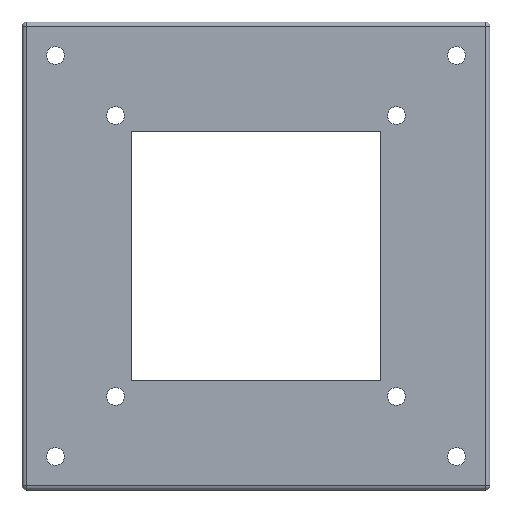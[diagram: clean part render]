
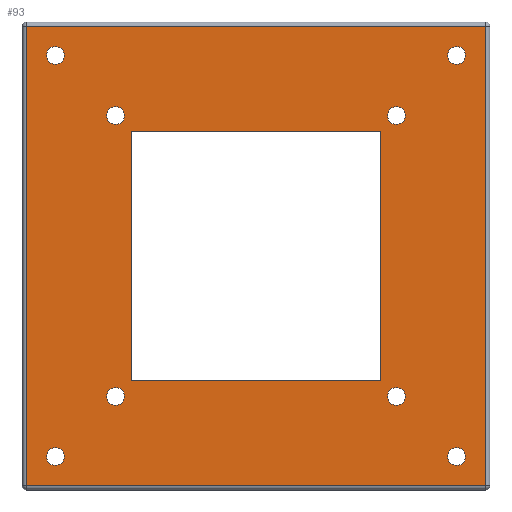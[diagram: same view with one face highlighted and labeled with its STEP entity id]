
A CAD part, top view. The second image highlights one B-rep face of the part: STEP entity #93.
In plain terms, the highlighted planar face has unit normal (0, 0, 1).
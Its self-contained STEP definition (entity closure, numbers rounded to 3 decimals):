
#93=ADVANCED_FACE('',(#511,#513,#515,#517,#519,#521,#523,#525,#527,#529),#531,.T.);
#511=FACE_BOUND('',#512,.T.);
#512=EDGE_LOOP('',(#1160,#1161,#1162,#1163));
#513=FACE_BOUND('',#514,.T.);
#514=EDGE_LOOP('',(#1164,#1165,#1166,#1167));
#515=FACE_BOUND('',#516,.T.);
#516=EDGE_LOOP('',(#1168));
#517=FACE_BOUND('',#518,.T.);
#518=EDGE_LOOP('',(#1169));
#519=FACE_BOUND('',#520,.T.);
#520=EDGE_LOOP('',(#1170));
#521=FACE_BOUND('',#522,.T.);
#522=EDGE_LOOP('',(#1171));
#523=FACE_BOUND('',#524,.T.);
#524=EDGE_LOOP('',(#1172));
#525=FACE_BOUND('',#526,.T.);
#526=EDGE_LOOP('',(#1173));
#527=FACE_BOUND('',#528,.T.);
#528=EDGE_LOOP('',(#1174));
#529=FACE_BOUND('',#530,.T.);
#530=EDGE_LOOP('',(#1175));
#531=PLANE('',#532);
#532=AXIS2_PLACEMENT_3D('',#533,#534,#535);
#533=CARTESIAN_POINT('',(0.,0.,3.));
#534=DIRECTION('',(0.,0.,1.));
#535=DIRECTION('',(-1.,0.,0.));
#1160=ORIENTED_EDGE('',*,*,#1552,.T.);
#1161=ORIENTED_EDGE('',*,*,#1553,.T.);
#1162=ORIENTED_EDGE('',*,*,#1554,.T.);
#1163=ORIENTED_EDGE('',*,*,#1555,.T.);
#1164=ORIENTED_EDGE('',*,*,#1513,.T.);
#1165=ORIENTED_EDGE('',*,*,#1519,.T.);
#1166=ORIENTED_EDGE('',*,*,#1517,.T.);
#1167=ORIENTED_EDGE('',*,*,#1515,.T.);
#1168=ORIENTED_EDGE('',*,*,#1511,.T.);
#1169=ORIENTED_EDGE('',*,*,#1510,.T.);
#1170=ORIENTED_EDGE('',*,*,#1509,.T.);
#1171=ORIENTED_EDGE('',*,*,#1508,.T.);
#1172=ORIENTED_EDGE('',*,*,#1507,.T.);
#1173=ORIENTED_EDGE('',*,*,#1506,.T.);
#1174=ORIENTED_EDGE('',*,*,#1505,.T.);
#1175=ORIENTED_EDGE('',*,*,#1504,.T.);
#1504=EDGE_CURVE('',#1812,#1812,#1813,.F.);
#1505=EDGE_CURVE('',#1814,#1814,#1815,.F.);
#1506=EDGE_CURVE('',#1816,#1816,#1817,.F.);
#1507=EDGE_CURVE('',#1818,#1818,#1819,.F.);
#1508=EDGE_CURVE('',#1820,#1820,#1821,.F.);
#1509=EDGE_CURVE('',#1822,#1822,#1823,.F.);
#1510=EDGE_CURVE('',#1824,#1824,#1825,.F.);
#1511=EDGE_CURVE('',#1826,#1826,#1827,.F.);
#1513=EDGE_CURVE('',#1830,#1828,#1831,.F.);
#1515=EDGE_CURVE('',#1833,#1830,#1834,.F.);
#1517=EDGE_CURVE('',#1836,#1833,#1837,.F.);
#1519=EDGE_CURVE('',#1828,#1836,#1839,.F.);
#1552=EDGE_CURVE('',#1896,#1897,#1898,.T.);
#1553=EDGE_CURVE('',#1897,#1899,#1900,.T.);
#1554=EDGE_CURVE('',#1899,#1901,#1902,.T.);
#1555=EDGE_CURVE('',#1901,#1896,#1903,.T.);
#1812=VERTEX_POINT('',#2408);
#1813=CIRCLE('',#2409,2.);
#1814=VERTEX_POINT('',#2413);
#1815=CIRCLE('',#2414,2.);
#1816=VERTEX_POINT('',#2418);
#1817=CIRCLE('',#2419,2.);
#1818=VERTEX_POINT('',#2423);
#1819=CIRCLE('',#2424,2.);
#1820=VERTEX_POINT('',#2428);
#1821=CIRCLE('',#2429,2.);
#1822=VERTEX_POINT('',#2433);
#1823=CIRCLE('',#2434,2.);
#1824=VERTEX_POINT('',#2438);
#1825=CIRCLE('',#2439,2.);
#1826=VERTEX_POINT('',#2443);
#1827=CIRCLE('',#2444,2.);
#1828=VERTEX_POINT('',#2448);
#1830=VERTEX_POINT('',#2452);
#1831=LINE('',#2453,#2454);
#1833=VERTEX_POINT('',#2459);
#1834=LINE('',#2460,#2461);
#1836=VERTEX_POINT('',#2466);
#1837=LINE('',#2467,#2468);
#1839=LINE('',#2473,#2474);
#1896=VERTEX_POINT('',#2600);
#1897=VERTEX_POINT('',#2601);
#1898=LINE('',#2602,#2603);
#1899=VERTEX_POINT('',#2605);
#1900=LINE('',#2606,#2607);
#1901=VERTEX_POINT('',#2609);
#1902=LINE('',#2610,#2611);
#1903=LINE('',#2613,#2614);
#2408=CARTESIAN_POINT('',(-33.5,-31.5,3.));
#2409=AXIS2_PLACEMENT_3D('',#2410,#2411,#2412);
#2410=CARTESIAN_POINT('',(-31.5,-31.5,3.));
#2411=DIRECTION('',(0.,0.,1.));
#2412=DIRECTION('',(-1.,0.,0.));
#2413=CARTESIAN_POINT('',(29.5,31.5,3.));
#2414=AXIS2_PLACEMENT_3D('',#2415,#2416,#2417);
#2415=CARTESIAN_POINT('',(31.5,31.5,3.));
#2416=DIRECTION('',(0.,0.,1.));
#2417=DIRECTION('',(-1.,0.,0.));
#2418=CARTESIAN_POINT('',(29.5,-31.5,3.));
#2419=AXIS2_PLACEMENT_3D('',#2420,#2421,#2422);
#2420=CARTESIAN_POINT('',(31.5,-31.5,3.));
#2421=DIRECTION('',(0.,0.,1.));
#2422=DIRECTION('',(-1.,0.,0.));
#2423=CARTESIAN_POINT('',(-33.5,31.5,3.));
#2424=AXIS2_PLACEMENT_3D('',#2425,#2426,#2427);
#2425=CARTESIAN_POINT('',(-31.5,31.5,3.));
#2426=DIRECTION('',(0.,0.,1.));
#2427=DIRECTION('',(-1.,0.,0.));
#2428=CARTESIAN_POINT('',(43.,45.,3.));
#2429=AXIS2_PLACEMENT_3D('',#2430,#2431,#2432);
#2430=CARTESIAN_POINT('',(45.,45.,3.));
#2431=DIRECTION('',(0.,0.,1.));
#2432=DIRECTION('',(-1.,0.,0.));
#2433=CARTESIAN_POINT('',(-47.,45.,3.));
#2434=AXIS2_PLACEMENT_3D('',#2435,#2436,#2437);
#2435=CARTESIAN_POINT('',(-45.,45.,3.));
#2436=DIRECTION('',(0.,0.,1.));
#2437=DIRECTION('',(-1.,0.,0.));
#2438=CARTESIAN_POINT('',(43.,-45.,3.));
#2439=AXIS2_PLACEMENT_3D('',#2440,#2441,#2442);
#2440=CARTESIAN_POINT('',(45.,-45.,3.));
#2441=DIRECTION('',(0.,0.,1.));
#2442=DIRECTION('',(-1.,0.,0.));
#2443=CARTESIAN_POINT('',(-47.,-45.,3.));
#2444=AXIS2_PLACEMENT_3D('',#2445,#2446,#2447);
#2445=CARTESIAN_POINT('',(-45.,-45.,3.));
#2446=DIRECTION('',(0.,0.,1.));
#2447=DIRECTION('',(-1.,0.,0.));
#2448=CARTESIAN_POINT('',(-28.,28.,3.));
#2452=CARTESIAN_POINT('',(-28.,-28.,3.));
#2453=CARTESIAN_POINT('',(-28.,28.,3.));
#2454=VECTOR('',#2455,1.);
#2455=DIRECTION('',(0.,-1.,0.));
#2459=CARTESIAN_POINT('',(28.,-28.,3.));
#2460=CARTESIAN_POINT('',(-28.,-28.,3.));
#2461=VECTOR('',#2462,1.);
#2462=DIRECTION('',(1.,0.,0.));
#2466=CARTESIAN_POINT('',(28.,28.,3.));
#2467=CARTESIAN_POINT('',(28.,-28.,3.));
#2468=VECTOR('',#2469,1.);
#2469=DIRECTION('',(0.,1.,0.));
#2473=CARTESIAN_POINT('',(28.,28.,3.));
#2474=VECTOR('',#2475,1.);
#2475=DIRECTION('',(-1.,0.,0.));
#2600=CARTESIAN_POINT('',(-51.5,51.5,3.));
#2601=CARTESIAN_POINT('',(-51.5,-51.5,3.));
#2602=CARTESIAN_POINT('',(-51.5,51.5,3.));
#2603=VECTOR('',#2604,1.);
#2604=DIRECTION('',(0.,-1.,0.));
#2605=CARTESIAN_POINT('',(51.5,-51.5,3.));
#2606=CARTESIAN_POINT('',(-51.5,-51.5,3.));
#2607=VECTOR('',#2608,1.);
#2608=DIRECTION('',(1.,0.,0.));
#2609=CARTESIAN_POINT('',(51.5,51.5,3.));
#2610=CARTESIAN_POINT('',(51.5,-51.5,3.));
#2611=VECTOR('',#2612,1.);
#2612=DIRECTION('',(0.,1.,0.));
#2613=CARTESIAN_POINT('',(51.5,51.5,3.));
#2614=VECTOR('',#2615,1.);
#2615=DIRECTION('',(-1.,0.,0.));
